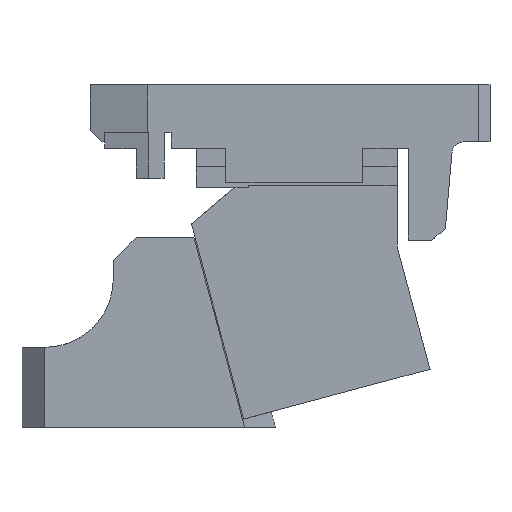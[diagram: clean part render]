
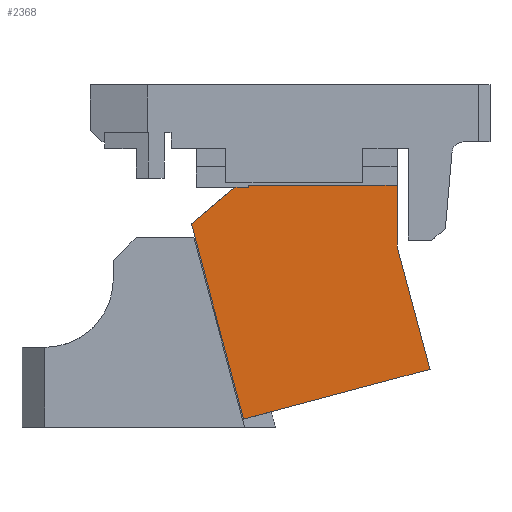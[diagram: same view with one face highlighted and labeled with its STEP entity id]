
A CAD part, front view. The second image highlights one B-rep face of the part: STEP entity #2368.
In plain terms, the highlighted planar face has unit normal (0, -1, 0).
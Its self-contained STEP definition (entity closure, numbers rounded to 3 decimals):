
#2297=CARTESIAN_POINT('Axis2P3D Location',(136.889,0.,29.61)) ;
#2302=CARTESIAN_POINT('Line Origine',(137.926,0.,14.476)) ;
#2306=CARTESIAN_POINT('Vertex',(178.736,0.,25.411)) ;
#2308=CARTESIAN_POINT('Vertex',(97.116,0.,3.541)) ;
#2311=CARTESIAN_POINT('Line Origine',(171.506,0.,52.395)) ;
#2315=CARTESIAN_POINT('Vertex',(164.276,0.,79.378)) ;
#2318=CARTESIAN_POINT('Line Origine',(164.276,0.,92.719)) ;
#2322=CARTESIAN_POINT('Vertex',(164.276,0.,106.06)) ;
#2325=CARTESIAN_POINT('Line Origine',(131.776,0.,106.06)) ;
#2329=CARTESIAN_POINT('Vertex',(99.276,0.,106.06)) ;
#2332=CARTESIAN_POINT('Line Origine',(99.276,0.,105.56)) ;
#2336=CARTESIAN_POINT('Vertex',(99.276,0.,105.06)) ;
#2339=CARTESIAN_POINT('Line Origine',(96.276,0.,105.06)) ;
#2343=CARTESIAN_POINT('Vertex',(93.276,0.,105.06)) ;
#2346=CARTESIAN_POINT('Line Origine',(83.739,0.,97.06)) ;
#2350=CARTESIAN_POINT('Vertex',(74.201,0.,89.06)) ;
#2353=CARTESIAN_POINT('Line Origine',(85.658,0.,46.301)) ;
#2298=DIRECTION('Axis2P3D Direction',(0.,1.,0.)) ;
#2299=DIRECTION('Axis2P3D XDirection',(-1.,0.,0.)) ;
#2303=DIRECTION('Vector Direction',(-0.966,0.,-0.259)) ;
#2312=DIRECTION('Vector Direction',(-0.259,0.,0.966)) ;
#2319=DIRECTION('Vector Direction',(0.,0.,-1.)) ;
#2326=DIRECTION('Vector Direction',(1.,0.,0.)) ;
#2333=DIRECTION('Vector Direction',(0.,0.,1.)) ;
#2340=DIRECTION('Vector Direction',(-1.,0.,0.)) ;
#2347=DIRECTION('Vector Direction',(0.766,0.,0.643)) ;
#2354=DIRECTION('Vector Direction',(0.259,0.,-0.966)) ;
#2300=AXIS2_PLACEMENT_3D('Plane Axis2P3D',#2297,#2298,#2299) ;
#2359=ORIENTED_EDGE('',*,*,#2310,.F.) ;
#2360=ORIENTED_EDGE('',*,*,#2317,.T.) ;
#2361=ORIENTED_EDGE('',*,*,#2324,.F.) ;
#2362=ORIENTED_EDGE('',*,*,#2331,.F.) ;
#2363=ORIENTED_EDGE('',*,*,#2338,.F.) ;
#2364=ORIENTED_EDGE('',*,*,#2345,.T.) ;
#2365=ORIENTED_EDGE('',*,*,#2352,.F.) ;
#2366=ORIENTED_EDGE('',*,*,#2357,.T.) ;
#2304=VECTOR('Line Direction',#2303,1.) ;
#2313=VECTOR('Line Direction',#2312,1.) ;
#2320=VECTOR('Line Direction',#2319,1.) ;
#2327=VECTOR('Line Direction',#2326,1.) ;
#2334=VECTOR('Line Direction',#2333,1.) ;
#2341=VECTOR('Line Direction',#2340,1.) ;
#2348=VECTOR('Line Direction',#2347,1.) ;
#2355=VECTOR('Line Direction',#2354,1.) ;
#2368=ADVANCED_FACE('CAM SLIDER',(#2367),#2301,.F.) ;
#2310=EDGE_CURVE('',#2307,#2309,#2305,.T.) ;
#2317=EDGE_CURVE('',#2307,#2316,#2314,.T.) ;
#2324=EDGE_CURVE('',#2323,#2316,#2321,.T.) ;
#2331=EDGE_CURVE('',#2330,#2323,#2328,.T.) ;
#2338=EDGE_CURVE('',#2337,#2330,#2335,.T.) ;
#2345=EDGE_CURVE('',#2337,#2344,#2342,.T.) ;
#2352=EDGE_CURVE('',#2351,#2344,#2349,.T.) ;
#2357=EDGE_CURVE('',#2351,#2309,#2356,.T.) ;
#2358=EDGE_LOOP('',(#2359,#2360,#2361,#2362,#2363,#2364,#2365,#2366)) ;
#2367=FACE_OUTER_BOUND('',#2358,.T.) ;
#2305=LINE('Line',#2302,#2304) ;
#2314=LINE('Line',#2311,#2313) ;
#2321=LINE('Line',#2318,#2320) ;
#2328=LINE('Line',#2325,#2327) ;
#2335=LINE('Line',#2332,#2334) ;
#2342=LINE('Line',#2339,#2341) ;
#2349=LINE('Line',#2346,#2348) ;
#2356=LINE('Line',#2353,#2355) ;
#2301=PLANE('Plane',#2300) ;
#2307=VERTEX_POINT('',#2306) ;
#2309=VERTEX_POINT('',#2308) ;
#2316=VERTEX_POINT('',#2315) ;
#2323=VERTEX_POINT('',#2322) ;
#2330=VERTEX_POINT('',#2329) ;
#2337=VERTEX_POINT('',#2336) ;
#2344=VERTEX_POINT('',#2343) ;
#2351=VERTEX_POINT('',#2350) ;
